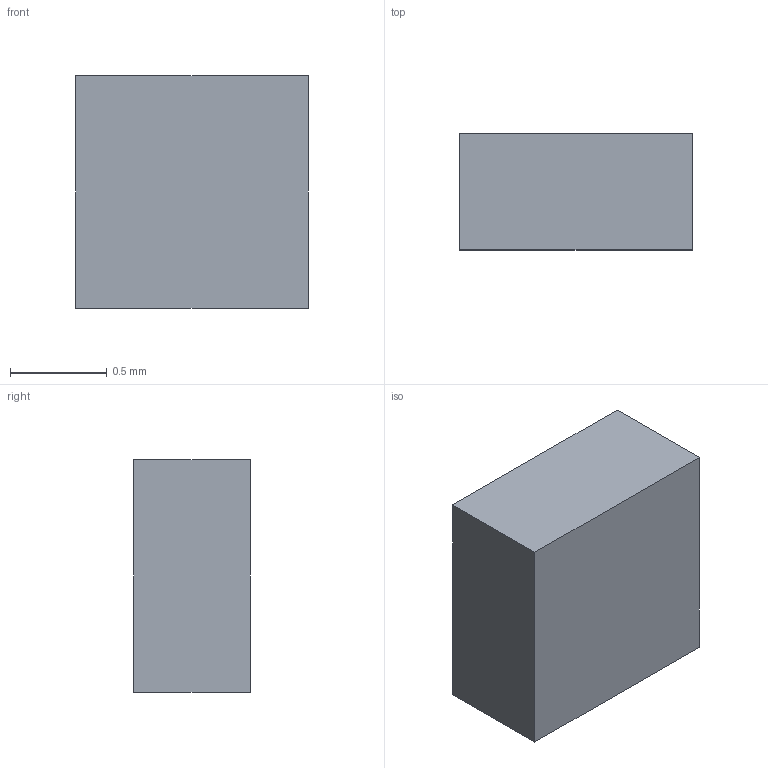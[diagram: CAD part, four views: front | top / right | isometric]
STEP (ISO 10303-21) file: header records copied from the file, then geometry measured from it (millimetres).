
FILE_DESCRIPTION(/* description */ ('Unknown'),/* implementation_level */ '2;1');
FILE_NAME(/* name */ 'SWP-FC-QFN1212-9 -1',/* time_stamp */ '2025-09-10T19:48:14+08:00',/* author */ ('Unknown'),/* organization */ ('Unknown'),/* preprocessor_version */ 'ST-DEVELOPER v20',/* originating_system */ 'Solid Edge',/* authorisation */ 'Unknown');
FILE_SCHEMA (('AUTOMOTIVE_DESIGN {1 0 10303 214 3 1 1}'));
Length unit declared in the file: millimetre
Products named in the file (3): SWP-FC-QFN1212-9 -1; Compound1; LDF1
Assembly tree (2 placements, depth 2):
  SWP-FC-QFN1212-9 -1
    Compound1
    LDF1
Bounding box: 1.2 x 0.6 x 1.2 mm (x, y, z)
Volume: 0.9 mm3; surface area: 9.6 mm2
Topology: 10 solids, 10 shells, 57 faces, 92 edges, 64 vertices
Faces by surface type: plane 41, cylinder 16
Full cylindrical faces by diameter (mm): 0.25 x16
Entity records: 1286 total; most frequent: DIRECTION 220, CARTESIAN_POINT 184, ORIENTED_EDGE 136, AXIS2_PLACEMENT_3D 92, EDGE_LOOP 82, FACE_BOUND 82, EDGE_CURVE 68, ADVANCED_FACE 57
